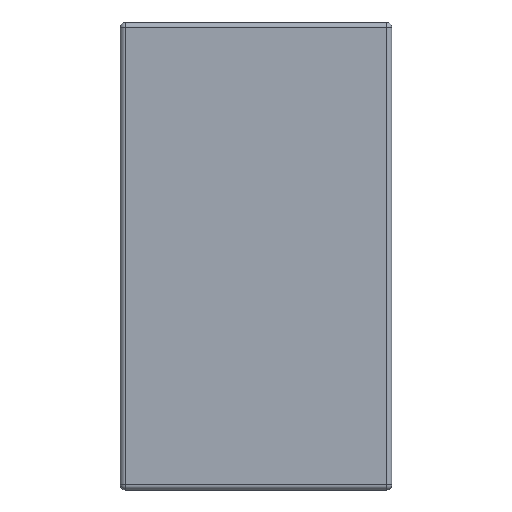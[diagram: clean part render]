
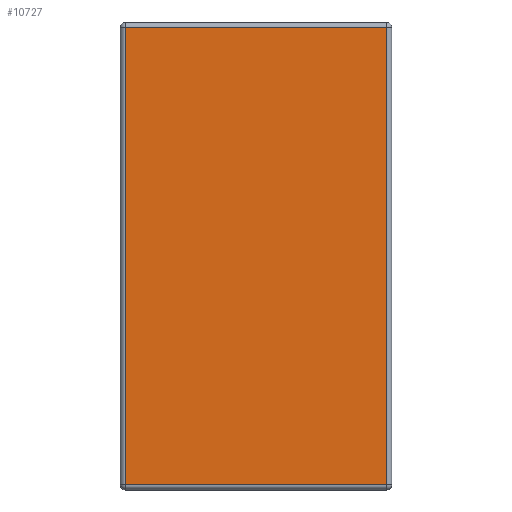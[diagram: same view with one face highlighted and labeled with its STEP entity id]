
A CAD part, left-side view. The second image highlights one B-rep face of the part: STEP entity #10727.
In plain terms, the highlighted planar face has unit normal (-1, 0, 0).
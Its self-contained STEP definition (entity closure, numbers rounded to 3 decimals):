
#10026 = CYLINDRICAL_SURFACE('',#10027,0.5);
#10027 = AXIS2_PLACEMENT_3D('',#10028,#10029,#10030);
#10028 = CARTESIAN_POINT('',(-43.5,13.,-2.75));
#10029 = DIRECTION('',(0.,0.,-1.));
#10030 = DIRECTION('',(0.,1.,0.));
#10126 = VERTEX_POINT('',#10127);
#10127 = CARTESIAN_POINT('',(-44.,13.,-3.25));
#10147 = EDGE_CURVE('',#10126,#10148,#10150,.T.);
#10148 = VERTEX_POINT('',#10149);
#10149 = CARTESIAN_POINT('',(-44.,13.,-48.75));
#10150 = SURFACE_CURVE('',#10151,(#10155,#10162),.PCURVE_S1.);
#10151 = LINE('',#10152,#10153);
#10152 = CARTESIAN_POINT('',(-44.,13.,-2.75));
#10153 = VECTOR('',#10154,1.);
#10154 = DIRECTION('',(0.,0.,-1.));
#10155 = PCURVE('',#10026,#10156);
#10156 = DEFINITIONAL_REPRESENTATION('',(#10157),#10161);
#10157 = LINE('',#10158,#10159);
#10158 = CARTESIAN_POINT('',(-1.571,0.));
#10159 = VECTOR('',#10160,1.);
#10160 = DIRECTION('',(-0.,1.));
#10161 = ( GEOMETRIC_REPRESENTATION_CONTEXT(2) 
PARAMETRIC_REPRESENTATION_CONTEXT() REPRESENTATION_CONTEXT('2D SPACE',''
  ) );
#10162 = PCURVE('',#10163,#10168);
#10163 = PLANE('',#10164);
#10164 = AXIS2_PLACEMENT_3D('',#10165,#10166,#10167);
#10165 = CARTESIAN_POINT('',(-44.,0.,-26.));
#10166 = DIRECTION('',(-1.,-0.,0.));
#10167 = DIRECTION('',(0.,0.,1.));
#10168 = DEFINITIONAL_REPRESENTATION('',(#10169),#10173);
#10169 = LINE('',#10170,#10171);
#10170 = CARTESIAN_POINT('',(23.25,13.));
#10171 = VECTOR('',#10172,1.);
#10172 = DIRECTION('',(-1.,0.));
#10173 = ( GEOMETRIC_REPRESENTATION_CONTEXT(2) 
PARAMETRIC_REPRESENTATION_CONTEXT() REPRESENTATION_CONTEXT('2D SPACE',''
  ) );
#10376 = CYLINDRICAL_SURFACE('',#10377,0.5);
#10377 = AXIS2_PLACEMENT_3D('',#10378,#10379,#10380);
#10378 = CARTESIAN_POINT('',(-43.5,-13.5,-3.25));
#10379 = DIRECTION('',(0.,1.,0.));
#10380 = DIRECTION('',(0.,0.,1.));
#10727 = ADVANCED_FACE('',(#10728),#10163,.T.);
#10728 = FACE_BOUND('',#10729,.T.);
#10729 = EDGE_LOOP('',(#10730,#10760,#10781,#10782));
#10730 = ORIENTED_EDGE('',*,*,#10731,.T.);
#10731 = EDGE_CURVE('',#10732,#10734,#10736,.T.);
#10732 = VERTEX_POINT('',#10733);
#10733 = CARTESIAN_POINT('',(-44.,-13.,-48.75));
#10734 = VERTEX_POINT('',#10735);
#10735 = CARTESIAN_POINT('',(-44.,-13.,-3.25));
#10736 = SURFACE_CURVE('',#10737,(#10741,#10748),.PCURVE_S1.);
#10737 = LINE('',#10738,#10739);
#10738 = CARTESIAN_POINT('',(-44.,-13.,-49.25));
#10739 = VECTOR('',#10740,1.);
#10740 = DIRECTION('',(0.,0.,1.));
#10741 = PCURVE('',#10163,#10742);
#10742 = DEFINITIONAL_REPRESENTATION('',(#10743),#10747);
#10743 = LINE('',#10744,#10745);
#10744 = CARTESIAN_POINT('',(-23.25,-13.));
#10745 = VECTOR('',#10746,1.);
#10746 = DIRECTION('',(1.,0.));
#10747 = ( GEOMETRIC_REPRESENTATION_CONTEXT(2) 
PARAMETRIC_REPRESENTATION_CONTEXT() REPRESENTATION_CONTEXT('2D SPACE',''
  ) );
#10748 = PCURVE('',#10749,#10754);
#10749 = CYLINDRICAL_SURFACE('',#10750,0.5);
#10750 = AXIS2_PLACEMENT_3D('',#10751,#10752,#10753);
#10751 = CARTESIAN_POINT('',(-43.5,-13.,-49.25));
#10752 = DIRECTION('',(0.,0.,1.));
#10753 = DIRECTION('',(-1.,0.,0.));
#10754 = DEFINITIONAL_REPRESENTATION('',(#10755),#10759);
#10755 = LINE('',#10756,#10757);
#10756 = CARTESIAN_POINT('',(0.,0.));
#10757 = VECTOR('',#10758,1.);
#10758 = DIRECTION('',(0.,1.));
#10759 = ( GEOMETRIC_REPRESENTATION_CONTEXT(2) 
PARAMETRIC_REPRESENTATION_CONTEXT() REPRESENTATION_CONTEXT('2D SPACE',''
  ) );
#10760 = ORIENTED_EDGE('',*,*,#10761,.T.);
#10761 = EDGE_CURVE('',#10734,#10126,#10762,.T.);
#10762 = SURFACE_CURVE('',#10763,(#10767,#10774),.PCURVE_S1.);
#10763 = LINE('',#10764,#10765);
#10764 = CARTESIAN_POINT('',(-44.,-13.5,-3.25));
#10765 = VECTOR('',#10766,1.);
#10766 = DIRECTION('',(0.,1.,0.));
#10767 = PCURVE('',#10163,#10768);
#10768 = DEFINITIONAL_REPRESENTATION('',(#10769),#10773);
#10769 = LINE('',#10770,#10771);
#10770 = CARTESIAN_POINT('',(22.75,-13.5));
#10771 = VECTOR('',#10772,1.);
#10772 = DIRECTION('',(0.,1.));
#10773 = ( GEOMETRIC_REPRESENTATION_CONTEXT(2) 
PARAMETRIC_REPRESENTATION_CONTEXT() REPRESENTATION_CONTEXT('2D SPACE',''
  ) );
#10774 = PCURVE('',#10376,#10775);
#10775 = DEFINITIONAL_REPRESENTATION('',(#10776),#10780);
#10776 = LINE('',#10777,#10778);
#10777 = CARTESIAN_POINT('',(-1.571,0.));
#10778 = VECTOR('',#10779,1.);
#10779 = DIRECTION('',(-0.,1.));
#10780 = ( GEOMETRIC_REPRESENTATION_CONTEXT(2) 
PARAMETRIC_REPRESENTATION_CONTEXT() REPRESENTATION_CONTEXT('2D SPACE',''
  ) );
#10781 = ORIENTED_EDGE('',*,*,#10147,.T.);
#10782 = ORIENTED_EDGE('',*,*,#10783,.T.);
#10783 = EDGE_CURVE('',#10148,#10732,#10784,.T.);
#10784 = SURFACE_CURVE('',#10785,(#10789,#10796),.PCURVE_S1.);
#10785 = LINE('',#10786,#10787);
#10786 = CARTESIAN_POINT('',(-44.,13.5,-48.75));
#10787 = VECTOR('',#10788,1.);
#10788 = DIRECTION('',(0.,-1.,0.));
#10789 = PCURVE('',#10163,#10790);
#10790 = DEFINITIONAL_REPRESENTATION('',(#10791),#10795);
#10791 = LINE('',#10792,#10793);
#10792 = CARTESIAN_POINT('',(-22.75,13.5));
#10793 = VECTOR('',#10794,1.);
#10794 = DIRECTION('',(0.,-1.));
#10795 = ( GEOMETRIC_REPRESENTATION_CONTEXT(2) 
PARAMETRIC_REPRESENTATION_CONTEXT() REPRESENTATION_CONTEXT('2D SPACE',''
  ) );
#10796 = PCURVE('',#10797,#10802);
#10797 = CYLINDRICAL_SURFACE('',#10798,0.5);
#10798 = AXIS2_PLACEMENT_3D('',#10799,#10800,#10801);
#10799 = CARTESIAN_POINT('',(-43.5,13.5,-48.75));
#10800 = DIRECTION('',(0.,-1.,0.));
#10801 = DIRECTION('',(0.,0.,-1.));
#10802 = DEFINITIONAL_REPRESENTATION('',(#10803),#10807);
#10803 = LINE('',#10804,#10805);
#10804 = CARTESIAN_POINT('',(-1.571,0.));
#10805 = VECTOR('',#10806,1.);
#10806 = DIRECTION('',(-0.,1.));
#10807 = ( GEOMETRIC_REPRESENTATION_CONTEXT(2) 
PARAMETRIC_REPRESENTATION_CONTEXT() REPRESENTATION_CONTEXT('2D SPACE',''
  ) );
